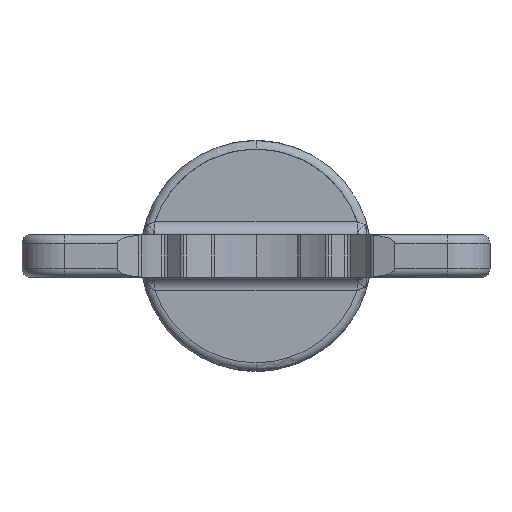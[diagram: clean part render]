
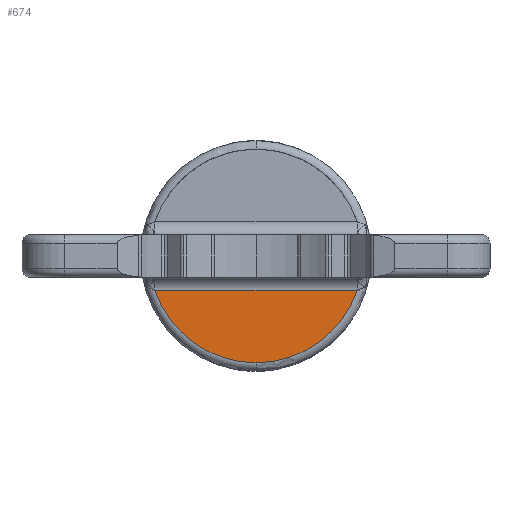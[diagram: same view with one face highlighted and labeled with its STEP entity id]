
A CAD part, left-side view. The second image highlights one B-rep face of the part: STEP entity #674.
In plain terms, the highlighted planar face has unit normal (-1, 0, 0).
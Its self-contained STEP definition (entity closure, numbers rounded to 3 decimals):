
#641=CARTESIAN_POINT('',(28.075,0.,13.5));
#642=DIRECTION('',(1.,0.,0.));
#643=DIRECTION('',(0.,0.,-1.));
#644=AXIS2_PLACEMENT_3D('',#641,#642,#643);
#645=PLANE('',#644);
#646=CARTESIAN_POINT('',(28.075,11.843,-4.));
#647=VERTEX_POINT('',#646);
#648=CARTESIAN_POINT('',(28.075,0.,-12.5));
#649=VERTEX_POINT('',#648);
#650=CARTESIAN_POINT('',(28.075,0.,0.));
#651=DIRECTION('',(-1.,0.,-0.));
#652=DIRECTION('',(0.,0.,-1.));
#653=AXIS2_PLACEMENT_3D('',#650,#651,#652);
#654=CIRCLE('',#653,12.5);
#655=EDGE_CURVE('',#647,#649,#654,.T.);
#656=ORIENTED_EDGE('',*,*,#655,.T.);
#657=CARTESIAN_POINT('',(28.075,-11.843,-4.));
#658=VERTEX_POINT('',#657);
#659=CARTESIAN_POINT('',(28.075,0.,0.));
#660=DIRECTION('',(-1.,0.,-0.));
#661=DIRECTION('',(0.,0.,-1.));
#662=AXIS2_PLACEMENT_3D('',#659,#660,#661);
#663=CIRCLE('',#662,12.5);
#664=EDGE_CURVE('',#649,#658,#663,.T.);
#665=ORIENTED_EDGE('',*,*,#664,.T.);
#666=CARTESIAN_POINT('',(28.075,-11.843,-4.));
#667=DIRECTION('',(-0.,1.,0.));
#668=VECTOR('',#667,23.685);
#669=LINE('',#666,#668);
#670=EDGE_CURVE('',#658,#647,#669,.T.);
#671=ORIENTED_EDGE('',*,*,#670,.T.);
#672=EDGE_LOOP('',(#656,#665,#671));
#673=FACE_BOUND('',#672,.T.);
#674=ADVANCED_FACE('',(#673),#645,.F.);
